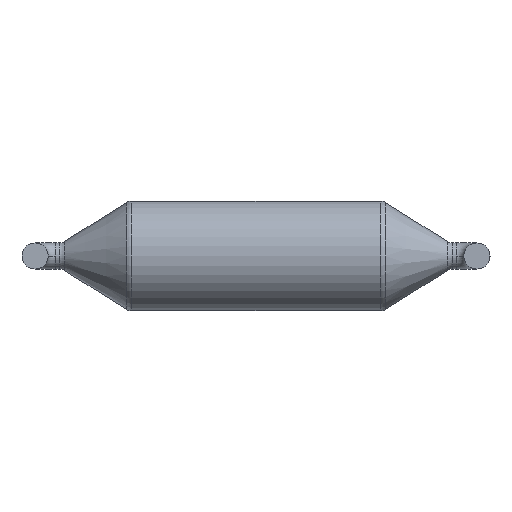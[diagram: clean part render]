
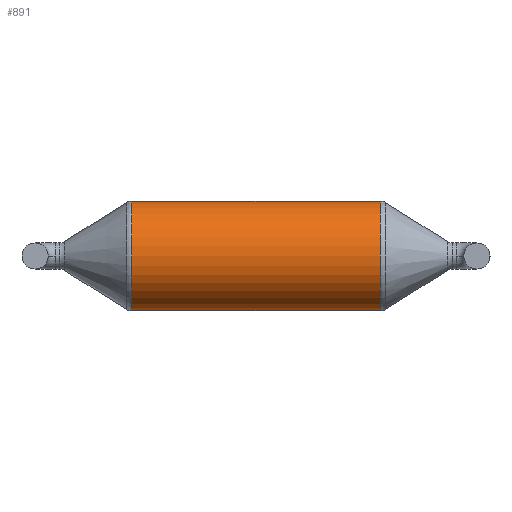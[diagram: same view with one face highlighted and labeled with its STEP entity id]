
A CAD part, front view. The second image highlights one B-rep face of the part: STEP entity #891.
In plain terms, the highlighted cylindrical face has radius 1.345 mm (diameter 2.69 mm), a partial arc.
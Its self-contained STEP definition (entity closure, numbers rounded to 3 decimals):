
#3 = DIRECTION ( 'NONE',  ( 0., 0., 1. ) ) ;
#7 = DIRECTION ( 'NONE',  ( -1., 0., 0. ) ) ;
#13 = AXIS2_PLACEMENT_3D ( 'NONE', #754, #489, #889 ) ;
#14 = ORIENTED_EDGE ( 'NONE', *, *, #609, .F. ) ;
#15 = AXIS2_PLACEMENT_3D ( 'NONE', #538, #478, #190 ) ;
#176 = VERTEX_POINT ( 'NONE', #290 ) ;
#187 = EDGE_CURVE ( 'NONE', #612, #706, #712, .T. ) ;
#190 = DIRECTION ( 'NONE',  ( 0., 0., 1. ) ) ;
#223 = DIRECTION ( 'NONE',  ( -1., 0., 0. ) ) ;
#290 = CARTESIAN_POINT ( 'NONE',  ( 3.042, 1.345, 1.345 ) ) ;
#292 = CIRCLE ( 'NONE', #15, 1.345 ) ;
#392 = ORIENTED_EDGE ( 'NONE', *, *, #187, .F. ) ;
#424 = VECTOR ( 'NONE', #623, 1000. ) ;
#434 = LINE ( 'NONE', #629, #748 ) ;
#460 = CARTESIAN_POINT ( 'NONE',  ( -3.042, 1.345, -1.345 ) ) ;
#478 = DIRECTION ( 'NONE',  ( -1., 0., 0. ) ) ;
#489 = DIRECTION ( 'NONE',  ( -1., 0., 0. ) ) ;
#493 = EDGE_CURVE ( 'NONE', #606, #176, #292, .T. ) ;
#508 = AXIS2_PLACEMENT_3D ( 'NONE', #842, #7, #3 ) ;
#509 = ORIENTED_EDGE ( 'NONE', *, *, #758, .T. ) ;
#538 = CARTESIAN_POINT ( 'NONE',  ( 3.042, 1.345, 0. ) ) ;
#606 = VERTEX_POINT ( 'NONE', #887 ) ;
#609 = EDGE_CURVE ( 'NONE', #606, #612, #896, .T. ) ;
#612 = VERTEX_POINT ( 'NONE', #460 ) ;
#623 = DIRECTION ( 'NONE',  ( -1., 0., 0. ) ) ;
#628 = CYLINDRICAL_SURFACE ( 'NONE', #508, 1.345 ) ;
#629 = CARTESIAN_POINT ( 'NONE',  ( -5.526, 1.345, 1.345 ) ) ;
#633 = FACE_OUTER_BOUND ( 'NONE', #646, .T. ) ;
#646 = EDGE_LOOP ( 'NONE', ( #14, #723, #509, #392 ) ) ;
#690 = CARTESIAN_POINT ( 'NONE',  ( -5.526, 1.345, -1.345 ) ) ;
#706 = VERTEX_POINT ( 'NONE', #772 ) ;
#712 = CIRCLE ( 'NONE', #13, 1.345 ) ;
#723 = ORIENTED_EDGE ( 'NONE', *, *, #493, .T. ) ;
#748 = VECTOR ( 'NONE', #223, 1000. ) ;
#754 = CARTESIAN_POINT ( 'NONE',  ( -3.042, 1.345, 0. ) ) ;
#758 = EDGE_CURVE ( 'NONE', #176, #706, #434, .T. ) ;
#772 = CARTESIAN_POINT ( 'NONE',  ( -3.042, 1.345, 1.345 ) ) ;
#842 = CARTESIAN_POINT ( 'NONE',  ( -5.526, 1.345, 0. ) ) ;
#887 = CARTESIAN_POINT ( 'NONE',  ( 3.042, 1.345, -1.345 ) ) ;
#889 = DIRECTION ( 'NONE',  ( 0., 0., 1. ) ) ;
#891 = ADVANCED_FACE ( 'NONE', ( #633 ), #628, .T. ) ;
#896 = LINE ( 'NONE', #690, #424 ) ;
